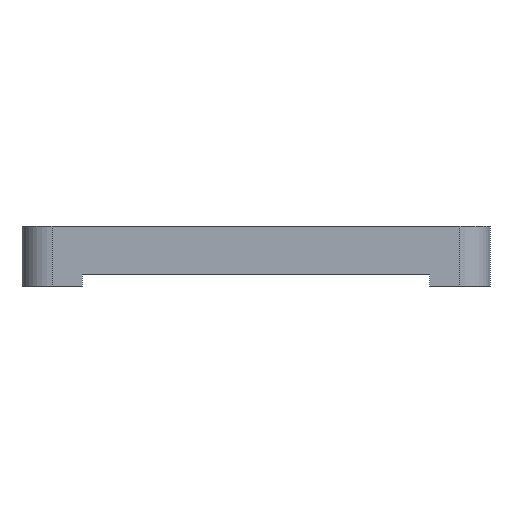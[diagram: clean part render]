
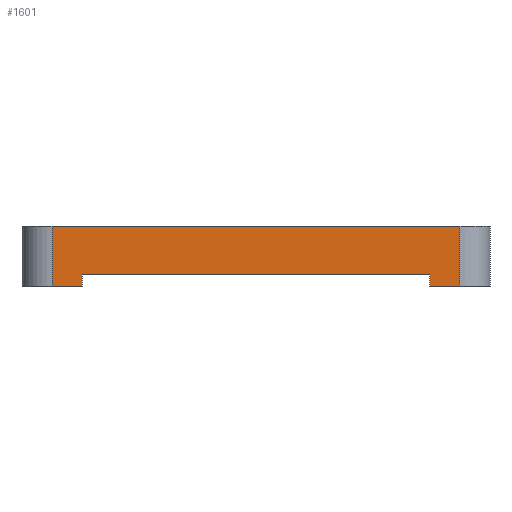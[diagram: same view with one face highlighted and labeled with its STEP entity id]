
A CAD part, left-side view. The second image highlights one B-rep face of the part: STEP entity #1601.
In plain terms, the highlighted planar face has unit normal (-1, 0, 0).
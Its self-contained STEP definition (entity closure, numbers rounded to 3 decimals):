
#69=PLANE('',#1743);
#132=FACE_OUTER_BOUND('',#215,.T.);
#215=EDGE_LOOP('',(#1245,#1246,#1247,#1248,#1249,#1250,#1251,#1252));
#373=LINE('',#2545,#526);
#375=LINE('',#2551,#528);
#376=LINE('',#2553,#529);
#377=LINE('',#2555,#530);
#378=LINE('',#2557,#531);
#379=LINE('',#2559,#532);
#380=LINE('',#2561,#533);
#381=LINE('',#2562,#534);
#526=VECTOR('',#2065,10.);
#528=VECTOR('',#2071,10.);
#529=VECTOR('',#2072,10.);
#530=VECTOR('',#2073,10.);
#531=VECTOR('',#2074,10.);
#532=VECTOR('',#2075,10.);
#533=VECTOR('',#2076,10.);
#534=VECTOR('',#2077,10.);
#770=VERTEX_POINT('',#2542);
#771=VERTEX_POINT('',#2544);
#773=VERTEX_POINT('',#2550);
#774=VERTEX_POINT('',#2552);
#775=VERTEX_POINT('',#2554);
#776=VERTEX_POINT('',#2556);
#777=VERTEX_POINT('',#2558);
#778=VERTEX_POINT('',#2560);
#958=EDGE_CURVE('',#770,#771,#373,.T.);
#961=EDGE_CURVE('',#773,#770,#375,.T.);
#962=EDGE_CURVE('',#774,#773,#376,.T.);
#963=EDGE_CURVE('',#775,#774,#377,.T.);
#964=EDGE_CURVE('',#775,#776,#378,.T.);
#965=EDGE_CURVE('',#776,#777,#379,.T.);
#966=EDGE_CURVE('',#777,#778,#380,.T.);
#967=EDGE_CURVE('',#771,#778,#381,.T.);
#1245=ORIENTED_EDGE('',*,*,#958,.F.);
#1246=ORIENTED_EDGE('',*,*,#961,.F.);
#1247=ORIENTED_EDGE('',*,*,#962,.F.);
#1248=ORIENTED_EDGE('',*,*,#963,.F.);
#1249=ORIENTED_EDGE('',*,*,#964,.T.);
#1250=ORIENTED_EDGE('',*,*,#965,.T.);
#1251=ORIENTED_EDGE('',*,*,#966,.T.);
#1252=ORIENTED_EDGE('',*,*,#967,.F.);
#1601=ADVANCED_FACE('',(#132),#69,.T.);
#1743=AXIS2_PLACEMENT_3D('',#2549,#2069,#2070);
#2065=DIRECTION('',(0.,0.,-1.));
#2069=DIRECTION('center_axis',(-1.,0.,0.));
#2070=DIRECTION('ref_axis',(0.,-1.,0.));
#2071=DIRECTION('',(0.,-1.,0.));
#2072=DIRECTION('',(0.,0.,1.));
#2073=DIRECTION('',(0.,1.,0.));
#2074=DIRECTION('',(0.,0.,1.));
#2075=DIRECTION('',(0.,-1.,0.));
#2076=DIRECTION('',(0.,0.,-1.));
#2077=DIRECTION('',(0.,1.,0.));
#2542=CARTESIAN_POINT('',(2.5,-74.025,10.));
#2544=CARTESIAN_POINT('',(2.5,-74.025,0.));
#2545=CARTESIAN_POINT('',(2.5,-74.025,0.));
#2549=CARTESIAN_POINT('Origin',(2.5,-1.025,0.));
#2550=CARTESIAN_POINT('',(2.5,-6.025,10.));
#2551=CARTESIAN_POINT('',(2.5,-79.025,10.));
#2552=CARTESIAN_POINT('',(2.5,-6.025,0.));
#2553=CARTESIAN_POINT('',(2.5,-6.025,0.));
#2554=CARTESIAN_POINT('',(2.5,-11.025,0.));
#2555=CARTESIAN_POINT('',(2.5,-79.025,0.));
#2556=CARTESIAN_POINT('',(2.5,-11.025,2.));
#2557=CARTESIAN_POINT('',(2.5,-11.025,0.));
#2558=CARTESIAN_POINT('',(2.5,-69.025,2.));
#2559=CARTESIAN_POINT('',(2.5,-20.525,2.));
#2560=CARTESIAN_POINT('',(2.5,-69.025,0.));
#2561=CARTESIAN_POINT('',(2.5,-69.025,0.));
#2562=CARTESIAN_POINT('',(2.5,-79.025,0.));
